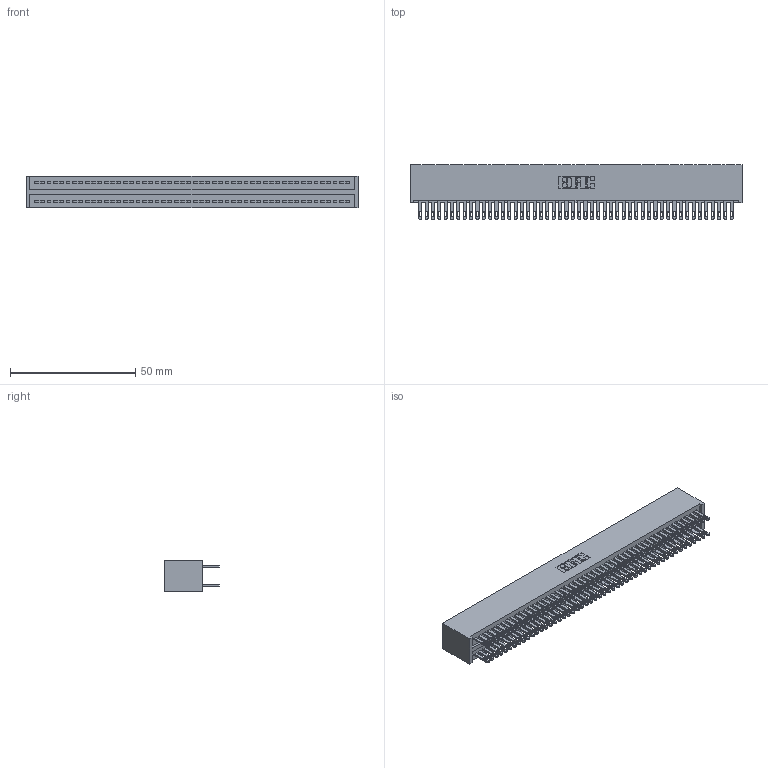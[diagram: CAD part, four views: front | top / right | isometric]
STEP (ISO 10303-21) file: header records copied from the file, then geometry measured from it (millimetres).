
FILE_DESCRIPTION (( 'STEP AP203' ), '1' );
FILE_NAME ('325-100-500-201.STEP', '2020-02-25T06:32:30', ( '' ), ( '' ), 'SwSTEP 2.0', 'SolidWorks 2016', '' );
FILE_SCHEMA (( 'CONFIG_CONTROL_DESIGN' ));
Length unit declared in the file: inch
Products named in the file (3): 325 Part_Lugless; 325-292-001_325-293-100; 325-100-500-201
Assembly tree (101 placements, depth 2):
  325-100-500-201
    325 Part_Lugless
    325-292-001_325-293-100  x100
Bounding box: 132.64 x 21.84 x 12.45 mm (x, y, z)
Volume: 18106.6 mm3; surface area: 23812 mm2
Topology: 101 solids, 101 shells, 4906 faces, 14987 edges, 9990 vertices
Faces by surface type: plane 3066, cylinder 1840
Entity records: 30785 total; most frequent: CARTESIAN_POINT 5090, ORIENTED_EDGE 5026, DIRECTION 4329, EDGE_CURVE 2513, LINE 2389, VECTOR 2389, VERTEX_POINT 1674, AXIS2_PLACEMENT_3D 970
